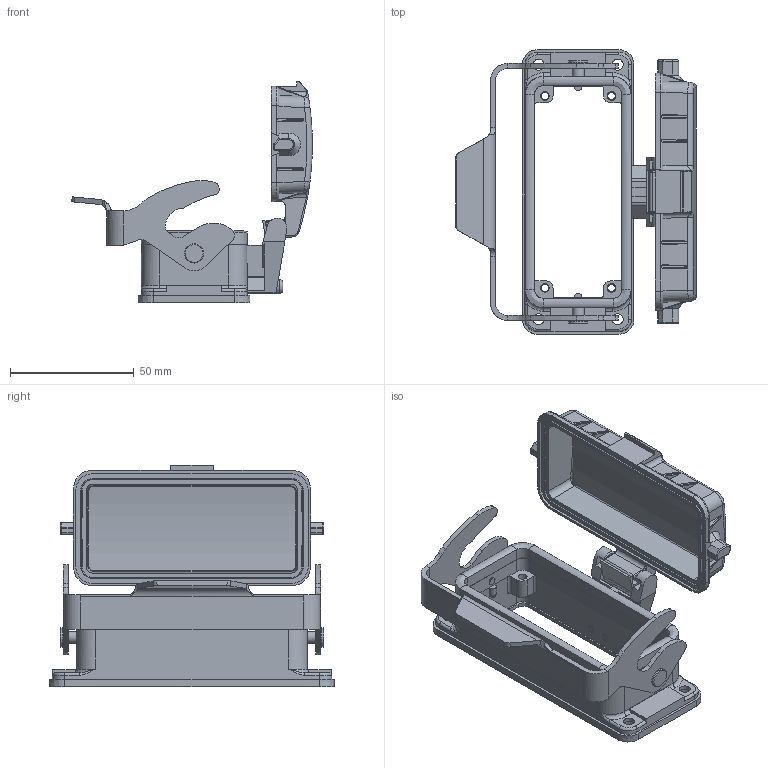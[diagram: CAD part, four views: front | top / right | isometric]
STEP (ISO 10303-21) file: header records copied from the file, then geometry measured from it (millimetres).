
FILE_DESCRIPTION(/* description */ (''),/* implementation_level */ '2;1');
FILE_NAME(/* name */ 'H16B-BK-1L-MCV.stp',/* time_stamp */ '2020-12-17T08:07:34+08:00',/* author */ (''),/* organization */ (''),/* preprocessor_version */ 'ST-DEVELOPER v16',/* originating_system */ 'SIEMENS PLM Software NX 10.0',/* authorisation */ '');
FILE_SCHEMA (('AUTOMOTIVE_DESIGN { 1 0 10303 214 3 1 1 1 }'));
Length unit declared in the file: millimetre
Products named in the file (1): Admi1F309DF4b4db
Bounding box: 97.37 x 115.1 x 89.68 mm (x, y, z)
Volume: 63600.2 mm3; surface area: 54861.1 mm2
Topology: 1 solids, 4 shells, 1016 faces, 2777 edges, 1803 vertices
Faces by surface type: plane 430, cylinder 349, bspline 138, extrusion 49, cone 30, torus 16, revolution 2, sphere 2
Full cylindrical faces by diameter (mm): 3 x6, 3.02 x2, 3.1 x2, 3.2 x2, 3.5 x4, 4.4 x4, 4.5 x4, 4.8 x4, 5.5 x2, 6.2 x4, 7.8 x2
Entity records: 95770 total; most frequent: CARTESIAN_POINT 71721, ORIENTED_EDGE 5434, DIRECTION 4245, EDGE_CURVE 2717, VERTEX_POINT 1791, VECTOR 1423, AXIS2_PLACEMENT_3D 1410, LINE 1374
